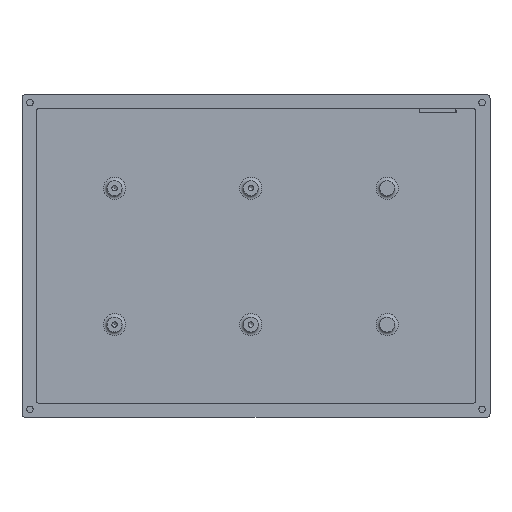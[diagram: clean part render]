
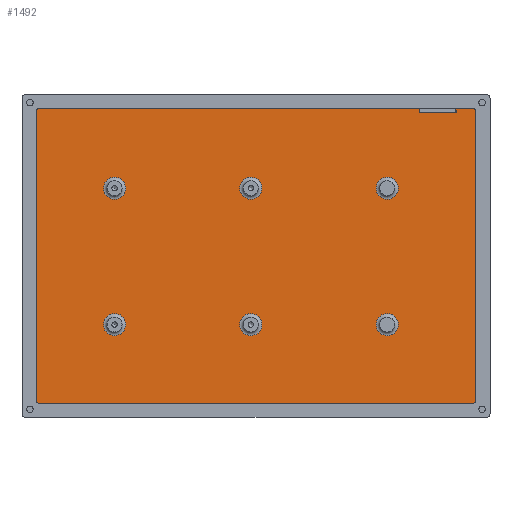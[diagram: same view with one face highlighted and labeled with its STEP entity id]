
A CAD part, top view. The second image highlights one B-rep face of the part: STEP entity #1492.
In plain terms, the highlighted planar face has unit normal (0, 0, 1).
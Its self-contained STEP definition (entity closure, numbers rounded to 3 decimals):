
#28=FACE_BOUND('',#325,.T.);
#29=FACE_BOUND('',#326,.T.);
#30=FACE_BOUND('',#327,.T.);
#31=FACE_BOUND('',#328,.T.);
#32=FACE_BOUND('',#329,.T.);
#33=FACE_BOUND('',#330,.T.);
#113=CIRCLE('',#1641,3.1);
#114=CIRCLE('',#1643,0.5);
#115=CIRCLE('',#1644,0.5);
#116=CIRCLE('',#1645,0.5);
#117=CIRCLE('',#1646,0.5);
#118=CIRCLE('',#1647,3.1);
#119=CIRCLE('',#1648,3.1);
#120=CIRCLE('',#1649,3.1);
#121=CIRCLE('',#1650,3.1);
#122=CIRCLE('',#1651,3.1);
#226=FACE_OUTER_BOUND('',#324,.T.);
#324=EDGE_LOOP('',(#1204,#1205,#1206,#1207,#1208,#1209,#1210,#1211,#1212,
#1213,#1214,#1215));
#325=EDGE_LOOP('',(#1216));
#326=EDGE_LOOP('',(#1217));
#327=EDGE_LOOP('',(#1218));
#328=EDGE_LOOP('',(#1219));
#329=EDGE_LOOP('',(#1220));
#330=EDGE_LOOP('',(#1221));
#402=LINE('',#2271,#527);
#466=LINE('',#2533,#591);
#467=LINE('',#2537,#592);
#468=LINE('',#2541,#593);
#469=LINE('',#2545,#594);
#470=LINE('',#2548,#595);
#471=LINE('',#2550,#596);
#472=LINE('',#2551,#597);
#527=VECTOR('',#1790,10.);
#591=VECTOR('',#2002,10.);
#592=VECTOR('',#2005,10.);
#593=VECTOR('',#2008,10.);
#594=VECTOR('',#2011,10.);
#595=VECTOR('',#2014,10.);
#596=VECTOR('',#2015,10.);
#597=VECTOR('',#2016,10.);
#651=VERTEX_POINT('',#2268);
#652=VERTEX_POINT('',#2270);
#710=VERTEX_POINT('',#2527);
#711=VERTEX_POINT('',#2531);
#712=VERTEX_POINT('',#2532);
#713=VERTEX_POINT('',#2534);
#714=VERTEX_POINT('',#2536);
#715=VERTEX_POINT('',#2538);
#716=VERTEX_POINT('',#2540);
#717=VERTEX_POINT('',#2542);
#718=VERTEX_POINT('',#2544);
#719=VERTEX_POINT('',#2546);
#720=VERTEX_POINT('',#2549);
#721=VERTEX_POINT('',#2552);
#722=VERTEX_POINT('',#2554);
#723=VERTEX_POINT('',#2556);
#724=VERTEX_POINT('',#2558);
#725=VERTEX_POINT('',#2560);
#792=EDGE_CURVE('',#652,#651,#402,.F.);
#890=EDGE_CURVE('',#710,#710,#113,.T.);
#891=EDGE_CURVE('',#711,#712,#466,.T.);
#892=EDGE_CURVE('',#711,#713,#114,.T.);
#893=EDGE_CURVE('',#714,#713,#467,.T.);
#894=EDGE_CURVE('',#714,#715,#115,.T.);
#895=EDGE_CURVE('',#716,#715,#468,.T.);
#896=EDGE_CURVE('',#716,#717,#116,.T.);
#897=EDGE_CURVE('',#718,#717,#469,.T.);
#898=EDGE_CURVE('',#718,#719,#117,.T.);
#899=EDGE_CURVE('',#652,#719,#470,.T.);
#900=EDGE_CURVE('',#651,#720,#471,.T.);
#901=EDGE_CURVE('',#712,#720,#472,.T.);
#902=EDGE_CURVE('',#721,#721,#118,.T.);
#903=EDGE_CURVE('',#722,#722,#119,.T.);
#904=EDGE_CURVE('',#723,#723,#120,.T.);
#905=EDGE_CURVE('',#724,#724,#121,.T.);
#906=EDGE_CURVE('',#725,#725,#122,.T.);
#1204=ORIENTED_EDGE('',*,*,#891,.F.);
#1205=ORIENTED_EDGE('',*,*,#892,.T.);
#1206=ORIENTED_EDGE('',*,*,#893,.F.);
#1207=ORIENTED_EDGE('',*,*,#894,.T.);
#1208=ORIENTED_EDGE('',*,*,#895,.F.);
#1209=ORIENTED_EDGE('',*,*,#896,.T.);
#1210=ORIENTED_EDGE('',*,*,#897,.F.);
#1211=ORIENTED_EDGE('',*,*,#898,.T.);
#1212=ORIENTED_EDGE('',*,*,#899,.F.);
#1213=ORIENTED_EDGE('',*,*,#792,.T.);
#1214=ORIENTED_EDGE('',*,*,#900,.T.);
#1215=ORIENTED_EDGE('',*,*,#901,.F.);
#1216=ORIENTED_EDGE('',*,*,#902,.F.);
#1217=ORIENTED_EDGE('',*,*,#903,.F.);
#1218=ORIENTED_EDGE('',*,*,#904,.F.);
#1219=ORIENTED_EDGE('',*,*,#905,.F.);
#1220=ORIENTED_EDGE('',*,*,#906,.F.);
#1221=ORIENTED_EDGE('',*,*,#890,.F.);
#1421=PLANE('',#1642);
#1492=ADVANCED_FACE('',(#226,#28,#29,#30,#31,#32,#33),#1421,.F.);
#1641=AXIS2_PLACEMENT_3D('',#2529,#1998,#1999);
#1642=AXIS2_PLACEMENT_3D('',#2530,#2000,#2001);
#1643=AXIS2_PLACEMENT_3D('',#2535,#2003,#2004);
#1644=AXIS2_PLACEMENT_3D('',#2539,#2006,#2007);
#1645=AXIS2_PLACEMENT_3D('',#2543,#2009,#2010);
#1646=AXIS2_PLACEMENT_3D('',#2547,#2012,#2013);
#1647=AXIS2_PLACEMENT_3D('',#2553,#2017,#2018);
#1648=AXIS2_PLACEMENT_3D('',#2555,#2019,#2020);
#1649=AXIS2_PLACEMENT_3D('',#2557,#2021,#2022);
#1650=AXIS2_PLACEMENT_3D('',#2559,#2023,#2024);
#1651=AXIS2_PLACEMENT_3D('',#2561,#2025,#2026);
#1790=DIRECTION('',(0.,1.,0.));
#1998=DIRECTION('center_axis',(0.,0.,1.));
#1999=DIRECTION('ref_axis',(-1.,0.,0.));
#2000=DIRECTION('center_axis',(0.,0.,-1.));
#2001=DIRECTION('ref_axis',(-1.,0.,0.));
#2002=DIRECTION('',(1.,0.,0.));
#2003=DIRECTION('center_axis',(0.,0.,1.));
#2004=DIRECTION('ref_axis',(-0.707,0.707,0.));
#2005=DIRECTION('',(0.,1.,0.));
#2006=DIRECTION('center_axis',(0.,0.,1.));
#2007=DIRECTION('ref_axis',(-0.707,-0.707,0.));
#2008=DIRECTION('',(-1.,0.,0.));
#2009=DIRECTION('center_axis',(0.,0.,1.));
#2010=DIRECTION('ref_axis',(0.707,-0.707,0.));
#2011=DIRECTION('',(0.,-1.,0.));
#2012=DIRECTION('center_axis',(0.,0.,1.));
#2013=DIRECTION('ref_axis',(0.707,0.707,0.));
#2014=DIRECTION('',(1.,0.,0.));
#2015=DIRECTION('',(-1.,0.,0.));
#2016=DIRECTION('',(0.,-1.,0.));
#2017=DIRECTION('center_axis',(0.,0.,1.));
#2018=DIRECTION('ref_axis',(-1.,0.,0.));
#2019=DIRECTION('center_axis',(0.,0.,1.));
#2020=DIRECTION('ref_axis',(-1.,0.,0.));
#2021=DIRECTION('center_axis',(0.,0.,1.));
#2022=DIRECTION('ref_axis',(-1.,0.,0.));
#2023=DIRECTION('center_axis',(0.,0.,1.));
#2024=DIRECTION('ref_axis',(-1.,0.,0.));
#2025=DIRECTION('center_axis',(0.,0.,1.));
#2026=DIRECTION('ref_axis',(-1.,0.,0.));
#2268=CARTESIAN_POINT('',(55.923,40.1,1.));
#2270=CARTESIAN_POINT('',(55.923,41.1,1.));
#2271=CARTESIAN_POINT('',(55.923,45.1,1.));
#2527=CARTESIAN_POINT('',(-36.429,-19.155,1.));
#2529=CARTESIAN_POINT('Origin',(-39.529,-19.155,1.));
#2530=CARTESIAN_POINT('Origin',(0.,0.,
1.));
#2531=CARTESIAN_POINT('',(-60.9,41.1,1.));
#2532=CARTESIAN_POINT('',(45.6,41.1,1.));
#2533=CARTESIAN_POINT('',(30.7,41.1,1.));
#2534=CARTESIAN_POINT('',(-61.4,40.6,1.));
#2535=CARTESIAN_POINT('Origin',(-60.9,40.6,1.));
#2536=CARTESIAN_POINT('',(-61.4,-40.6,1.));
#2537=CARTESIAN_POINT('',(-61.4,20.55,1.));
#2538=CARTESIAN_POINT('',(-60.9,-41.1,1.));
#2539=CARTESIAN_POINT('Origin',(-60.9,-40.6,1.));
#2540=CARTESIAN_POINT('',(60.9,-41.1,1.));
#2541=CARTESIAN_POINT('',(-30.7,-41.1,1.));
#2542=CARTESIAN_POINT('',(61.4,-40.6,1.));
#2543=CARTESIAN_POINT('Origin',(60.9,-40.6,1.));
#2544=CARTESIAN_POINT('',(61.4,40.6,1.));
#2545=CARTESIAN_POINT('',(61.4,-20.55,1.));
#2546=CARTESIAN_POINT('',(60.9,41.1,1.));
#2547=CARTESIAN_POINT('Origin',(60.9,40.6,1.));
#2548=CARTESIAN_POINT('',(30.7,41.1,1.));
#2549=CARTESIAN_POINT('',(45.6,40.1,1.));
#2550=CARTESIAN_POINT('',(25.381,40.1,1.));
#2551=CARTESIAN_POINT('',(45.6,45.1,1.));
#2552=CARTESIAN_POINT('',(-36.429,18.945,1.));
#2553=CARTESIAN_POINT('Origin',(-39.529,18.945,1.));
#2554=CARTESIAN_POINT('',(39.771,18.945,1.));
#2555=CARTESIAN_POINT('Origin',(36.671,18.945,1.));
#2556=CARTESIAN_POINT('',(39.771,-19.155,1.));
#2557=CARTESIAN_POINT('Origin',(36.671,-19.155,1.));
#2558=CARTESIAN_POINT('',(1.671,-19.155,1.));
#2559=CARTESIAN_POINT('Origin',(-1.429,-19.155,1.));
#2560=CARTESIAN_POINT('',(1.671,18.945,1.));
#2561=CARTESIAN_POINT('Origin',(-1.429,18.945,1.));
